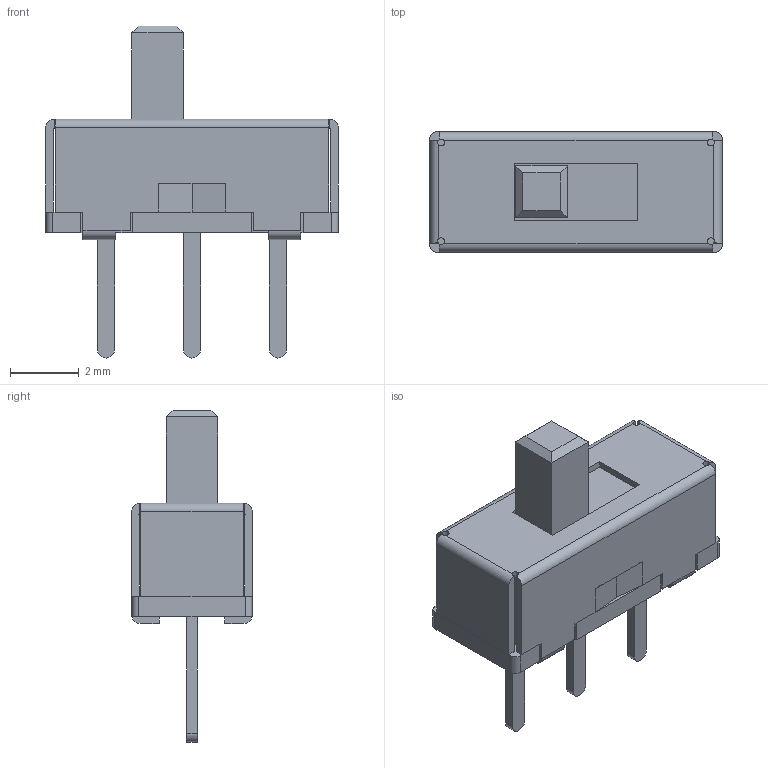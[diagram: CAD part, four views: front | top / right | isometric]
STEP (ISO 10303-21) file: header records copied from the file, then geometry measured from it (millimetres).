
FILE_DESCRIPTION(('FreeCAD Model'),'2;1');
FILE_NAME('Open CASCADE Shape Model','2023-07-18T21:38:50',(''),(''), 'Open CASCADE STEP processor 7.6','FreeCAD','Unknown');
FILE_SCHEMA(('AUTOMOTIVE_DESIGN { 1 0 10303 214 1 1 1 1 }'));
Length unit declared in the file: millimetre
Products named in the file (1): SS12D00
Bounding box: 8.5 x 3.5 x 9.66 mm (x, y, z)
Volume: 93.6 mm3; surface area: 325.2 mm2
Topology: 1 solids, 1 shells, 169 faces, 518 edges, 332 vertices
Faces by surface type: plane 122, cylinder 39, sphere 8
Entity records: 14181 total; most frequent: CARTESIAN_POINT 3818, DIRECTION 1418, ORIENTED_EDGE 1032, PCURVE 1032, DEFINITIONAL_REPRESENTATION 1032, LINE 864, VECTOR 864, B_SPLINE_CURVE_WITH_KNOTS 528
